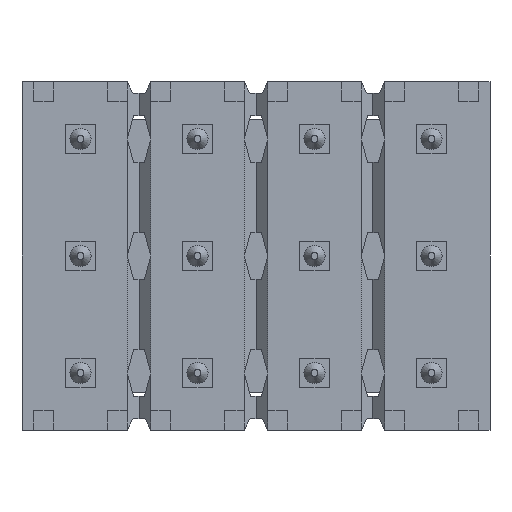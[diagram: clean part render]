
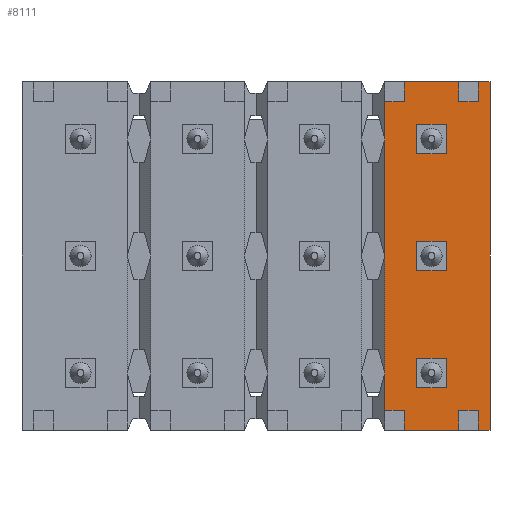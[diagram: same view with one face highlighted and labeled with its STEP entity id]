
A CAD part, front view. The second image highlights one B-rep face of the part: STEP entity #8111.
In plain terms, the highlighted planar face has unit normal (0, -1, 0).
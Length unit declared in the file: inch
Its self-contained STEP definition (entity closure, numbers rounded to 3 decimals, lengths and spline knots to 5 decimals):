
#955=ORIENTED_EDGE('',*,*,#2971,.T.);
#956=ORIENTED_EDGE('',*,*,#2660,.T.);
#957=ORIENTED_EDGE('',*,*,#2786,.T.);
#958=ORIENTED_EDGE('',*,*,#2973,.T.);
#959=ORIENTED_EDGE('',*,*,#2817,.F.);
#960=ORIENTED_EDGE('',*,*,#2656,.T.);
#961=ORIENTED_EDGE('',*,*,#2822,.T.);
#962=ORIENTED_EDGE('',*,*,#2974,.T.);
#963=ORIENTED_EDGE('',*,*,#2591,.F.);
#964=ORIENTED_EDGE('',*,*,#2585,.F.);
#965=ORIENTED_EDGE('',*,*,#2572,.F.);
#966=ORIENTED_EDGE('',*,*,#2575,.F.);
#967=ORIENTED_EDGE('',*,*,#2975,.F.);
#968=ORIENTED_EDGE('',*,*,#2823,.T.);
#969=ORIENTED_EDGE('',*,*,#2721,.T.);
#970=ORIENTED_EDGE('',*,*,#2820,.F.);
#971=ORIENTED_EDGE('',*,*,#2976,.F.);
#972=ORIENTED_EDGE('',*,*,#2787,.T.);
#973=ORIENTED_EDGE('',*,*,#2717,.T.);
#974=ORIENTED_EDGE('',*,*,#2945,.F.);
#975=ORIENTED_EDGE('',*,*,#2832,.F.);
#976=ORIENTED_EDGE('',*,*,#2829,.F.);
#977=ORIENTED_EDGE('',*,*,#2826,.F.);
#978=ORIENTED_EDGE('',*,*,#2947,.F.);
#979=ORIENTED_EDGE('',*,*,#2842,.F.);
#980=ORIENTED_EDGE('',*,*,#2839,.F.);
#981=ORIENTED_EDGE('',*,*,#2836,.F.);
#982=ORIENTED_EDGE('',*,*,#2949,.F.);
#983=ORIENTED_EDGE('',*,*,#2852,.F.);
#984=ORIENTED_EDGE('',*,*,#2849,.F.);
#985=ORIENTED_EDGE('',*,*,#2846,.F.);
#2572=EDGE_CURVE('',#3662,#3663,#4422,.T.);
#2575=EDGE_CURVE('',#3665,#3662,#4425,.T.);
#2585=EDGE_CURVE('',#3663,#3674,#4435,.T.);
#2591=EDGE_CURVE('',#3674,#3679,#4441,.T.);
#2656=EDGE_CURVE('',#3727,#3726,#4506,.T.);
#2660=EDGE_CURVE('',#3731,#3730,#4510,.T.);
#2717=EDGE_CURVE('',#3768,#3767,#4567,.T.);
#2721=EDGE_CURVE('',#3772,#3771,#4571,.T.);
#2786=EDGE_CURVE('',#3730,#3807,#4636,.T.);
#2787=EDGE_CURVE('',#3808,#3768,#4637,.T.);
#2817=EDGE_CURVE('',#3727,#3823,#4667,.T.);
#2820=EDGE_CURVE('',#3824,#3771,#4670,.T.);
#2822=EDGE_CURVE('',#3726,#3825,#4672,.T.);
#2823=EDGE_CURVE('',#3826,#3772,#4673,.T.);
#2826=EDGE_CURVE('',#3828,#3829,#4676,.T.);
#2829=EDGE_CURVE('',#3829,#3831,#4679,.T.);
#2832=EDGE_CURVE('',#3831,#3833,#4682,.T.);
#2836=EDGE_CURVE('',#3836,#3837,#4686,.T.);
#2839=EDGE_CURVE('',#3837,#3839,#4689,.T.);
#2842=EDGE_CURVE('',#3839,#3841,#4692,.T.);
#2846=EDGE_CURVE('',#3844,#3845,#4696,.T.);
#2849=EDGE_CURVE('',#3845,#3847,#4699,.T.);
#2852=EDGE_CURVE('',#3847,#3849,#4702,.T.);
#2945=EDGE_CURVE('',#3833,#3828,#4795,.T.);
#2947=EDGE_CURVE('',#3841,#3836,#4797,.T.);
#2949=EDGE_CURVE('',#3849,#3844,#4799,.T.);
#2971=EDGE_CURVE('',#3767,#3731,#4821,.T.);
#2973=EDGE_CURVE('',#3807,#3823,#4823,.T.);
#2974=EDGE_CURVE('',#3825,#3679,#4824,.T.);
#2975=EDGE_CURVE('',#3826,#3665,#4825,.T.);
#2976=EDGE_CURVE('',#3808,#3824,#4826,.T.);
#3662=VERTEX_POINT('',#11479);
#3663=VERTEX_POINT('',#11481);
#3665=VERTEX_POINT('',#11487);
#3674=VERTEX_POINT('',#11507);
#3679=VERTEX_POINT('',#11519);
#3726=VERTEX_POINT('',#11640);
#3727=VERTEX_POINT('',#11642);
#3730=VERTEX_POINT('',#11648);
#3731=VERTEX_POINT('',#11650);
#3767=VERTEX_POINT('',#11748);
#3768=VERTEX_POINT('',#11750);
#3771=VERTEX_POINT('',#11756);
#3772=VERTEX_POINT('',#11758);
#3807=VERTEX_POINT('',#11886);
#3808=VERTEX_POINT('',#11890);
#3823=VERTEX_POINT('',#11950);
#3824=VERTEX_POINT('',#11954);
#3825=VERTEX_POINT('',#11958);
#3826=VERTEX_POINT('',#11962);
#3828=VERTEX_POINT('',#11967);
#3829=VERTEX_POINT('',#11969);
#3831=VERTEX_POINT('',#11975);
#3833=VERTEX_POINT('',#11981);
#3836=VERTEX_POINT('',#11988);
#3837=VERTEX_POINT('',#11990);
#3839=VERTEX_POINT('',#11996);
#3841=VERTEX_POINT('',#12002);
#3844=VERTEX_POINT('',#12009);
#3845=VERTEX_POINT('',#12011);
#3847=VERTEX_POINT('',#12017);
#3849=VERTEX_POINT('',#12023);
#4422=LINE('',#11480,#5520);
#4425=LINE('',#11486,#5523);
#4435=LINE('',#11506,#5533);
#4441=LINE('',#11518,#5539);
#4506=LINE('',#11641,#5604);
#4510=LINE('',#11649,#5608);
#4567=LINE('',#11749,#5665);
#4571=LINE('',#11757,#5669);
#4636=LINE('',#11887,#5734);
#4637=LINE('',#11889,#5735);
#4667=LINE('',#11949,#5765);
#4670=LINE('',#11955,#5768);
#4672=LINE('',#11959,#5770);
#4673=LINE('',#11961,#5771);
#4676=LINE('',#11968,#5774);
#4679=LINE('',#11974,#5777);
#4682=LINE('',#11980,#5780);
#4686=LINE('',#11989,#5784);
#4689=LINE('',#11995,#5787);
#4692=LINE('',#12001,#5790);
#4696=LINE('',#12010,#5794);
#4699=LINE('',#12016,#5797);
#4702=LINE('',#12022,#5800);
#4795=LINE('',#12217,#5893);
#4797=LINE('',#12220,#5895);
#4799=LINE('',#12223,#5897);
#4821=LINE('',#12256,#5919);
#4823=LINE('',#12263,#5921);
#4824=LINE('',#12264,#5922);
#4825=LINE('',#12265,#5923);
#4826=LINE('',#12266,#5924);
#5520=VECTOR('',#9244,39.37008);
#5523=VECTOR('',#9249,39.37008);
#5533=VECTOR('',#9261,39.37008);
#5539=VECTOR('',#9269,39.37008);
#5604=VECTOR('',#9354,39.37008);
#5608=VECTOR('',#9358,39.37008);
#5665=VECTOR('',#9427,39.37008);
#5669=VECTOR('',#9431,39.37008);
#5734=VECTOR('',#9554,39.37008);
#5735=VECTOR('',#9557,39.37008);
#5765=VECTOR('',#9617,39.37008);
#5768=VECTOR('',#9622,39.37008);
#5770=VECTOR('',#9626,39.37008);
#5771=VECTOR('',#9629,39.37008);
#5774=VECTOR('',#9634,39.37008);
#5777=VECTOR('',#9639,39.37008);
#5780=VECTOR('',#9644,39.37008);
#5784=VECTOR('',#9650,39.37008);
#5787=VECTOR('',#9655,39.37008);
#5790=VECTOR('',#9660,39.37008);
#5794=VECTOR('',#9666,39.37008);
#5797=VECTOR('',#9671,39.37008);
#5800=VECTOR('',#9676,39.37008);
#5893=VECTOR('',#9825,39.37008);
#5895=VECTOR('',#9829,39.37008);
#5897=VECTOR('',#9833,39.37008);
#5919=VECTOR('',#9877,39.37008);
#5921=VECTOR('',#9889,39.37008);
#5922=VECTOR('',#9890,39.37008);
#5923=VECTOR('',#9891,39.37008);
#5924=VECTOR('',#9892,39.37008);
#6581=EDGE_LOOP('',(#955,#956,#957,#958,#959,#960,#961,#962,#963,#964,#965,
#966,#967,#968,#969,#970,#971,#972,#973));
#6582=EDGE_LOOP('',(#974,#975,#976,#977));
#6583=EDGE_LOOP('',(#978,#979,#980,#981));
#6584=EDGE_LOOP('',(#982,#983,#984,#985));
#7131=FACE_BOUND('',#6581,.T.);
#7132=FACE_BOUND('',#6582,.T.);
#7133=FACE_BOUND('',#6583,.T.);
#7134=FACE_BOUND('',#6584,.T.);
#7669=PLANE('',#8614);
#8111=ADVANCED_FACE('',(#7131,#7132,#7133,#7134),#7669,.T.);
#8614=AXIS2_PLACEMENT_3D('',#12262,#9887,#9888);
#9244=DIRECTION('',(0.,0.,1.));
#9249=DIRECTION('',(0.,0.,1.));
#9261=DIRECTION('',(0.,0.,1.));
#9269=DIRECTION('',(0.,0.,1.));
#9354=DIRECTION('',(-1.,0.,0.));
#9358=DIRECTION('',(-1.,0.,0.));
#9427=DIRECTION('',(1.,0.,0.));
#9431=DIRECTION('',(1.,0.,0.));
#9554=DIRECTION('',(0.,0.,-1.));
#9557=DIRECTION('',(0.,0.,-1.));
#9617=DIRECTION('',(0.,0.,-1.));
#9622=DIRECTION('',(0.,0.,-1.));
#9626=DIRECTION('',(0.,0.,-1.));
#9629=DIRECTION('',(0.,0.,-1.));
#9634=DIRECTION('',(1.,0.,0.));
#9639=DIRECTION('',(0.,0.,1.));
#9644=DIRECTION('',(-1.,0.,0.));
#9650=DIRECTION('',(1.,0.,0.));
#9655=DIRECTION('',(0.,0.,1.));
#9660=DIRECTION('',(-1.,0.,0.));
#9666=DIRECTION('',(1.,0.,0.));
#9671=DIRECTION('',(0.,0.,1.));
#9676=DIRECTION('',(-1.,0.,0.));
#9825=DIRECTION('',(0.,0.,-1.));
#9829=DIRECTION('',(0.,0.,-1.));
#9833=DIRECTION('',(0.,0.,-1.));
#9877=DIRECTION('',(0.,0.,1.));
#9887=DIRECTION('',(0.,-1.,0.));
#9888=DIRECTION('',(1.,0.,0.));
#9889=DIRECTION('',(-1.,0.,0.));
#9890=DIRECTION('',(-1.,0.,0.));
#9891=DIRECTION('',(-1.,0.,0.));
#9892=DIRECTION('',(-1.,0.,0.));
#11479=CARTESIAN_POINT('',(0.11,0.02,-0.1));
#11480=CARTESIAN_POINT('',(0.11,0.02,0.4));
#11481=CARTESIAN_POINT('',(0.11,0.02,0.));
#11486=CARTESIAN_POINT('',(0.11,0.02,0.4));
#11487=CARTESIAN_POINT('',(0.11,0.02,-0.132));
#11506=CARTESIAN_POINT('',(0.11,0.02,0.4));
#11507=CARTESIAN_POINT('',(0.11,0.02,0.1));
#11518=CARTESIAN_POINT('',(0.11,0.02,0.4));
#11519=CARTESIAN_POINT('',(0.11,0.02,0.132));
#11640=CARTESIAN_POINT('',(0.12688,0.02,0.149));
#11641=CARTESIAN_POINT('',(-0.2,0.02,0.149));
#11642=CARTESIAN_POINT('',(0.17312,0.02,0.149));
#11648=CARTESIAN_POINT('',(0.19012,0.02,0.149));
#11649=CARTESIAN_POINT('',(-0.2,0.02,0.149));
#11650=CARTESIAN_POINT('',(0.2,0.02,0.149));
#11748=CARTESIAN_POINT('',(0.2,0.02,-0.149));
#11749=CARTESIAN_POINT('',(0.2,0.02,-0.149));
#11750=CARTESIAN_POINT('',(0.19012,0.02,-0.149));
#11756=CARTESIAN_POINT('',(0.17312,0.02,-0.149));
#11757=CARTESIAN_POINT('',(0.2,0.02,-0.149));
#11758=CARTESIAN_POINT('',(0.12688,0.02,-0.149));
#11886=CARTESIAN_POINT('',(0.19012,0.02,0.132));
#11887=CARTESIAN_POINT('',(0.19012,0.02,0.298));
#11889=CARTESIAN_POINT('',(0.19012,0.02,0.298));
#11890=CARTESIAN_POINT('',(0.19012,0.02,-0.132));
#11949=CARTESIAN_POINT('',(0.17312,0.02,0.298));
#11950=CARTESIAN_POINT('',(0.17312,0.02,0.132));
#11954=CARTESIAN_POINT('',(0.17312,0.02,-0.132));
#11955=CARTESIAN_POINT('',(0.17312,0.02,0.298));
#11958=CARTESIAN_POINT('',(0.12688,0.02,0.132));
#11959=CARTESIAN_POINT('',(0.12688,0.02,0.298));
#11961=CARTESIAN_POINT('',(0.12688,0.02,0.298));
#11962=CARTESIAN_POINT('',(0.12688,0.02,-0.132));
#11967=CARTESIAN_POINT('',(0.1375,0.02,0.0875));
#11968=CARTESIAN_POINT('',(0.1625,0.02,0.0875));
#11969=CARTESIAN_POINT('',(0.1625,0.02,0.0875));
#11974=CARTESIAN_POINT('',(0.1625,0.02,0.1125));
#11975=CARTESIAN_POINT('',(0.1625,0.02,0.1125));
#11980=CARTESIAN_POINT('',(0.1375,0.02,0.1125));
#11981=CARTESIAN_POINT('',(0.1375,0.02,0.1125));
#11988=CARTESIAN_POINT('',(0.1375,0.02,-0.0125));
#11989=CARTESIAN_POINT('',(0.1625,0.02,-0.0125));
#11990=CARTESIAN_POINT('',(0.1625,0.02,-0.0125));
#11995=CARTESIAN_POINT('',(0.1625,0.02,0.0125));
#11996=CARTESIAN_POINT('',(0.1625,0.02,0.0125));
#12001=CARTESIAN_POINT('',(0.1375,0.02,0.0125));
#12002=CARTESIAN_POINT('',(0.1375,0.02,0.0125));
#12009=CARTESIAN_POINT('',(0.1375,0.02,-0.1125));
#12010=CARTESIAN_POINT('',(0.1625,0.02,-0.1125));
#12011=CARTESIAN_POINT('',(0.1625,0.02,-0.1125));
#12016=CARTESIAN_POINT('',(0.1625,0.02,-0.0875));
#12017=CARTESIAN_POINT('',(0.1625,0.02,-0.0875));
#12022=CARTESIAN_POINT('',(0.1375,0.02,-0.0875));
#12023=CARTESIAN_POINT('',(0.1375,0.02,-0.0875));
#12217=CARTESIAN_POINT('',(0.1375,0.02,0.0875));
#12220=CARTESIAN_POINT('',(0.1375,0.02,-0.0125));
#12223=CARTESIAN_POINT('',(0.1375,0.02,-0.1125));
#12256=CARTESIAN_POINT('',(0.2,0.02,0.149));
#12262=CARTESIAN_POINT('',(0.23637,0.02,0.298));
#12263=CARTESIAN_POINT('',(0.4,0.02,0.132));
#12264=CARTESIAN_POINT('',(0.4,0.02,0.132));
#12265=CARTESIAN_POINT('',(0.4,0.02,-0.132));
#12266=CARTESIAN_POINT('',(0.4,0.02,-0.132));
